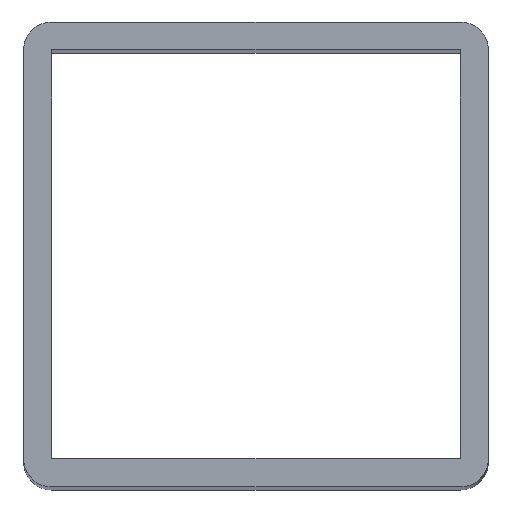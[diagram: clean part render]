
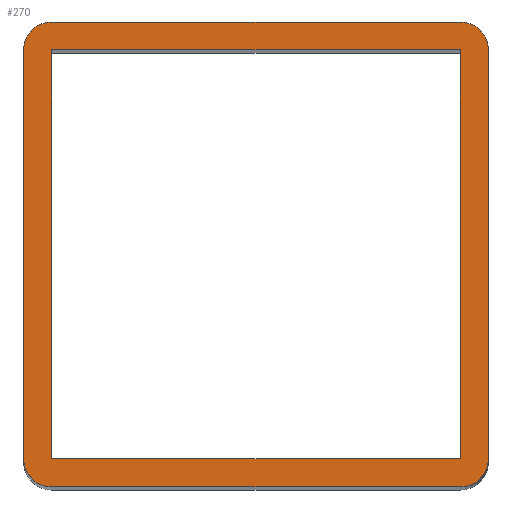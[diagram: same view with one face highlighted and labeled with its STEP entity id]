
A CAD part, top view. The second image highlights one B-rep face of the part: STEP entity #270.
In plain terms, the highlighted planar face has unit normal (0, 0, 1).
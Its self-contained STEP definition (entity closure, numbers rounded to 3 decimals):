
#20=FACE_BOUND('',#58,.T.);
#25=CIRCLE('',#283,1.5);
#26=CIRCLE('',#286,1.5);
#27=CIRCLE('',#289,1.5);
#28=CIRCLE('',#292,1.5);
#42=FACE_OUTER_BOUND('',#57,.T.);
#57=EDGE_LOOP('',(#235,#236,#237,#238,#239,#240,#241,#242));
#58=EDGE_LOOP('',(#243,#244,#245,#246));
#62=LINE('',#378,#90);
#65=LINE('',#384,#93);
#68=LINE('',#390,#96);
#70=LINE('',#393,#98);
#77=LINE('',#419,#105);
#80=LINE('',#427,#108);
#83=LINE('',#435,#111);
#86=LINE('',#442,#114);
#90=VECTOR('',#302,22.);
#93=VECTOR('',#307,22.);
#96=VECTOR('',#312,22.);
#98=VECTOR('',#316,22.);
#105=VECTOR('',#339,22.);
#108=VECTOR('',#348,22.);
#111=VECTOR('',#357,22.);
#114=VECTOR('',#366,22.);
#115=VERTEX_POINT('',#371);
#118=VERTEX_POINT('',#376);
#120=VERTEX_POINT('',#382);
#122=VERTEX_POINT('',#388);
#131=VERTEX_POINT('',#412);
#132=VERTEX_POINT('',#414);
#133=VERTEX_POINT('',#418);
#134=VERTEX_POINT('',#422);
#135=VERTEX_POINT('',#426);
#136=VERTEX_POINT('',#430);
#137=VERTEX_POINT('',#434);
#138=VERTEX_POINT('',#438);
#142=EDGE_CURVE('',#115,#118,#62,.T.);
#145=EDGE_CURVE('',#118,#120,#65,.T.);
#148=EDGE_CURVE('',#120,#122,#68,.T.);
#150=EDGE_CURVE('',#122,#115,#70,.T.);
#160=EDGE_CURVE('',#132,#131,#25,.T.);
#162=EDGE_CURVE('',#133,#132,#77,.T.);
#164=EDGE_CURVE('',#134,#133,#26,.T.);
#166=EDGE_CURVE('',#135,#134,#80,.T.);
#168=EDGE_CURVE('',#136,#135,#27,.T.);
#170=EDGE_CURVE('',#137,#136,#83,.T.);
#172=EDGE_CURVE('',#138,#137,#28,.T.);
#174=EDGE_CURVE('',#131,#138,#86,.T.);
#235=ORIENTED_EDGE('',*,*,#174,.T.);
#236=ORIENTED_EDGE('',*,*,#172,.T.);
#237=ORIENTED_EDGE('',*,*,#170,.T.);
#238=ORIENTED_EDGE('',*,*,#168,.T.);
#239=ORIENTED_EDGE('',*,*,#166,.T.);
#240=ORIENTED_EDGE('',*,*,#164,.T.);
#241=ORIENTED_EDGE('',*,*,#162,.T.);
#242=ORIENTED_EDGE('',*,*,#160,.T.);
#243=ORIENTED_EDGE('',*,*,#142,.T.);
#244=ORIENTED_EDGE('',*,*,#145,.T.);
#245=ORIENTED_EDGE('',*,*,#148,.T.);
#246=ORIENTED_EDGE('',*,*,#150,.T.);
#256=PLANE('',#294);
#270=ADVANCED_FACE('',(#42,#20),#256,.T.);
#283=AXIS2_PLACEMENT_3D('',#415,#334,#335);
#286=AXIS2_PLACEMENT_3D('',#423,#343,#344);
#289=AXIS2_PLACEMENT_3D('',#431,#352,#353);
#292=AXIS2_PLACEMENT_3D('',#439,#361,#362);
#294=AXIS2_PLACEMENT_3D('',#443,#367,#368);
#302=DIRECTION('',(0.,1.,0.));
#307=DIRECTION('',(1.,0.,0.));
#312=DIRECTION('',(0.,-1.,0.));
#316=DIRECTION('',(-1.,0.,0.));
#334=DIRECTION('center_axis',(0.,0.,1.));
#335=DIRECTION('ref_axis',(0.,-1.,0.));
#339=DIRECTION('',(-1.,0.,0.));
#343=DIRECTION('center_axis',(0.,0.,1.));
#344=DIRECTION('ref_axis',(-1.,0.,0.));
#348=DIRECTION('',(0.,1.,0.));
#352=DIRECTION('center_axis',(0.,0.,1.));
#353=DIRECTION('ref_axis',(0.,1.,0.));
#357=DIRECTION('',(1.,0.,0.));
#361=DIRECTION('center_axis',(0.,0.,1.));
#362=DIRECTION('ref_axis',(1.,0.,0.));
#366=DIRECTION('',(0.,-1.,0.));
#367=DIRECTION('center_axis',(0.,0.,1.));
#368=DIRECTION('ref_axis',(1.,0.,0.));
#371=CARTESIAN_POINT('',(-11.,-11.,50.));
#376=CARTESIAN_POINT('',(-11.,11.,50.));
#378=CARTESIAN_POINT('',(-11.,5.5,50.));
#382=CARTESIAN_POINT('',(11.,11.,50.));
#384=CARTESIAN_POINT('',(5.5,11.,50.));
#388=CARTESIAN_POINT('',(11.,-11.,50.));
#390=CARTESIAN_POINT('',(11.,-5.5,50.));
#393=CARTESIAN_POINT('',(-5.5,-11.,50.));
#412=CARTESIAN_POINT('',(-12.5,11.,50.));
#414=CARTESIAN_POINT('',(-11.,12.5,50.));
#415=CARTESIAN_POINT('Origin',(-11.,11.,50.));
#418=CARTESIAN_POINT('',(11.,12.5,50.));
#419=CARTESIAN_POINT('',(-11.,12.5,50.));
#422=CARTESIAN_POINT('',(12.5,11.,50.));
#423=CARTESIAN_POINT('Origin',(11.,11.,50.));
#426=CARTESIAN_POINT('',(12.5,-11.,50.));
#427=CARTESIAN_POINT('',(12.5,11.,50.));
#430=CARTESIAN_POINT('',(11.,-12.5,50.));
#431=CARTESIAN_POINT('Origin',(11.,-11.,50.));
#434=CARTESIAN_POINT('',(-11.,-12.5,50.));
#435=CARTESIAN_POINT('',(11.,-12.5,50.));
#438=CARTESIAN_POINT('',(-12.5,-11.,50.));
#439=CARTESIAN_POINT('Origin',(-11.,-11.,50.));
#442=CARTESIAN_POINT('',(-12.5,-11.,50.));
#443=CARTESIAN_POINT('Origin',(0.,0.,
50.));
